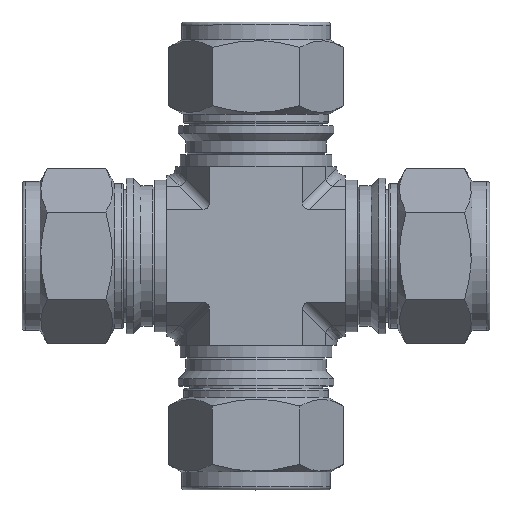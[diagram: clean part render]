
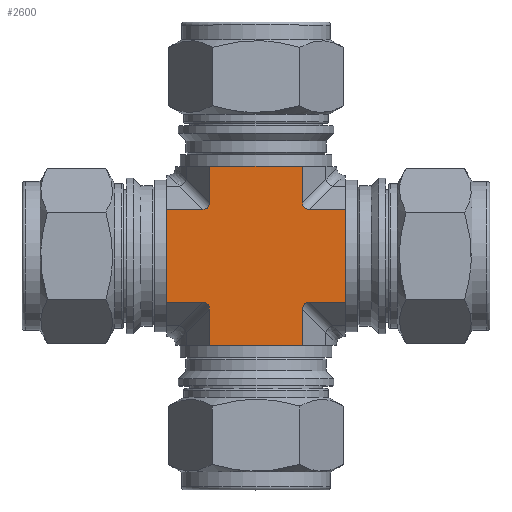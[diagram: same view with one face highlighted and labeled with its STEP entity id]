
A CAD part, top view. The second image highlights one B-rep face of the part: STEP entity #2600.
In plain terms, the highlighted planar face has unit normal (0, 0, 1).
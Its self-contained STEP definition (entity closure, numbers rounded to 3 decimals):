
#22=ELLIPSE('',#2856,1.678,1.3);
#23=ELLIPSE('',#2862,1.678,1.3);
#30=ELLIPSE('',#2880,1.678,1.3);
#31=ELLIPSE('',#2886,1.678,1.3);
#452=FACE_OUTER_BOUND('',#646,.T.);
#646=EDGE_LOOP('',(#2305,#2306,#2307,#2308,#2309,#2310,#2311,#2312,#2313,
#2314,#2315,#2316,#2317,#2318,#2319,#2320));
#757=LINE('',#4405,#925);
#769=LINE('',#4476,#937);
#777=LINE('',#4533,#945);
#789=LINE('',#4604,#957);
#795=LINE('',#4633,#963);
#797=LINE('',#4638,#965);
#803=LINE('',#4656,#971);
#811=LINE('',#4671,#979);
#815=LINE('',#4681,#983);
#818=LINE('',#4690,#986);
#822=LINE('',#4700,#990);
#823=LINE('',#4702,#991);
#925=VECTOR('',#3497,10.);
#937=VECTOR('',#3539,10.);
#945=VECTOR('',#3565,10.);
#957=VECTOR('',#3607,10.);
#963=VECTOR('',#3647,10.);
#965=VECTOR('',#3653,10.);
#971=VECTOR('',#3671,10.);
#979=VECTOR('',#3685,10.);
#983=VECTOR('',#3697,10.);
#986=VECTOR('',#3704,10.);
#990=VECTOR('',#3714,10.);
#991=VECTOR('',#3717,10.);
#1197=VERTEX_POINT('',#4395);
#1198=VERTEX_POINT('',#4397);
#1200=VERTEX_POINT('',#4403);
#1203=VERTEX_POINT('',#4415);
#1204=VERTEX_POINT('',#4416);
#1214=VERTEX_POINT('',#4475);
#1221=VERTEX_POINT('',#4523);
#1222=VERTEX_POINT('',#4525);
#1224=VERTEX_POINT('',#4531);
#1227=VERTEX_POINT('',#4543);
#1228=VERTEX_POINT('',#4544);
#1238=VERTEX_POINT('',#4603);
#1251=VERTEX_POINT('',#4655);
#1255=VERTEX_POINT('',#4669);
#1260=VERTEX_POINT('',#4687);
#1261=VERTEX_POINT('',#4689);
#1517=EDGE_CURVE('',#1197,#1198,#22,.T.);
#1521=EDGE_CURVE('',#1200,#1197,#757,.T.);
#1526=EDGE_CURVE('',#1203,#1204,#23,.T.);
#1541=EDGE_CURVE('',#1214,#1204,#769,.T.);
#1551=EDGE_CURVE('',#1221,#1222,#30,.T.);
#1555=EDGE_CURVE('',#1221,#1224,#777,.T.);
#1560=EDGE_CURVE('',#1227,#1228,#31,.T.);
#1575=EDGE_CURVE('',#1228,#1238,#789,.T.);
#1589=EDGE_CURVE('',#1238,#1224,#795,.T.);
#1592=EDGE_CURVE('',#1200,#1214,#797,.T.);
#1601=EDGE_CURVE('',#1251,#1198,#803,.T.);
#1609=EDGE_CURVE('',#1255,#1227,#811,.T.);
#1614=EDGE_CURVE('',#1255,#1251,#815,.T.);
#1618=EDGE_CURVE('',#1260,#1261,#818,.T.);
#1624=EDGE_CURVE('',#1203,#1261,#822,.T.);
#1625=EDGE_CURVE('',#1222,#1260,#823,.T.);
#2305=ORIENTED_EDGE('',*,*,#1618,.F.);
#2306=ORIENTED_EDGE('',*,*,#1625,.F.);
#2307=ORIENTED_EDGE('',*,*,#1551,.F.);
#2308=ORIENTED_EDGE('',*,*,#1555,.T.);
#2309=ORIENTED_EDGE('',*,*,#1589,.F.);
#2310=ORIENTED_EDGE('',*,*,#1575,.F.);
#2311=ORIENTED_EDGE('',*,*,#1560,.F.);
#2312=ORIENTED_EDGE('',*,*,#1609,.F.);
#2313=ORIENTED_EDGE('',*,*,#1614,.T.);
#2314=ORIENTED_EDGE('',*,*,#1601,.T.);
#2315=ORIENTED_EDGE('',*,*,#1517,.F.);
#2316=ORIENTED_EDGE('',*,*,#1521,.F.);
#2317=ORIENTED_EDGE('',*,*,#1592,.T.);
#2318=ORIENTED_EDGE('',*,*,#1541,.T.);
#2319=ORIENTED_EDGE('',*,*,#1526,.F.);
#2320=ORIENTED_EDGE('',*,*,#1624,.T.);
#2435=PLANE('',#2934);
#2600=ADVANCED_FACE('',(#452),#2435,.T.);
#2856=AXIS2_PLACEMENT_3D('',#4398,#3490,#3491);
#2862=AXIS2_PLACEMENT_3D('',#4417,#3509,#3510);
#2880=AXIS2_PLACEMENT_3D('',#4526,#3558,#3559);
#2886=AXIS2_PLACEMENT_3D('',#4545,#3577,#3578);
#2934=AXIS2_PLACEMENT_3D('',#4701,#3715,#3716);
#3490=DIRECTION('center_axis',(0.,0.,1.));
#3491=DIRECTION('ref_axis',(0.707,0.707,0.));
#3497=DIRECTION('',(0.,1.,0.));
#3509=DIRECTION('center_axis',(0.,0.,1.));
#3510=DIRECTION('ref_axis',(-0.707,0.707,0.));
#3539=DIRECTION('',(0.,1.,0.));
#3558=DIRECTION('center_axis',(0.,0.,1.));
#3559=DIRECTION('ref_axis',(-0.707,-0.707,0.));
#3565=DIRECTION('',(0.,1.,0.));
#3577=DIRECTION('center_axis',(0.,0.,1.));
#3578=DIRECTION('ref_axis',(0.707,-0.707,0.));
#3607=DIRECTION('',(0.,1.,0.));
#3647=DIRECTION('',(1.,0.,0.));
#3653=DIRECTION('',(1.,0.,0.));
#3671=DIRECTION('',(1.,0.,0.));
#3685=DIRECTION('',(1.,0.,0.));
#3697=DIRECTION('',(0.,-1.,0.));
#3704=DIRECTION('',(0.,-1.,0.));
#3714=DIRECTION('',(1.,0.,0.));
#3715=DIRECTION('center_axis',(0.,0.,1.));
#3716=DIRECTION('ref_axis',(0.,-1.,0.));
#3717=DIRECTION('',(1.,0.,0.));
#4395=CARTESIAN_POINT('',(-7.794,-8.92,13.5));
#4397=CARTESIAN_POINT('',(-8.92,-7.794,13.5));
#4398=CARTESIAN_POINT('Origin',(-9.295,-9.295,13.5));
#4403=CARTESIAN_POINT('',(-7.794,-15.,13.5));
#4405=CARTESIAN_POINT('',(-7.794,-15.,13.5));
#4415=CARTESIAN_POINT('',(8.92,-7.794,13.5));
#4416=CARTESIAN_POINT('',(7.794,-8.92,13.5));
#4417=CARTESIAN_POINT('Origin',(9.295,-9.295,13.5));
#4475=CARTESIAN_POINT('',(7.794,-15.,13.5));
#4476=CARTESIAN_POINT('',(7.794,-15.,13.5));
#4523=CARTESIAN_POINT('',(7.794,8.92,13.5));
#4525=CARTESIAN_POINT('',(8.92,7.794,13.5));
#4526=CARTESIAN_POINT('Origin',(9.295,9.295,13.5));
#4531=CARTESIAN_POINT('',(7.794,15.,13.5));
#4533=CARTESIAN_POINT('',(7.794,-15.,13.5));
#4543=CARTESIAN_POINT('',(-8.92,7.794,13.5));
#4544=CARTESIAN_POINT('',(-7.794,8.92,13.5));
#4545=CARTESIAN_POINT('Origin',(-9.295,9.295,13.5));
#4603=CARTESIAN_POINT('',(-7.794,15.,13.5));
#4604=CARTESIAN_POINT('',(-7.794,-15.,13.5));
#4633=CARTESIAN_POINT('',(-3.897,15.,13.5));
#4638=CARTESIAN_POINT('',(-7.794,-15.,13.5));
#4655=CARTESIAN_POINT('',(-15.,-7.794,13.5));
#4656=CARTESIAN_POINT('',(-15.,-7.794,13.5));
#4669=CARTESIAN_POINT('',(-15.,7.794,13.5));
#4671=CARTESIAN_POINT('',(-15.,7.794,13.5));
#4681=CARTESIAN_POINT('',(-15.,7.794,13.5));
#4687=CARTESIAN_POINT('',(15.,7.794,13.5));
#4689=CARTESIAN_POINT('',(15.,-7.794,13.5));
#4690=CARTESIAN_POINT('',(15.,3.897,13.5));
#4700=CARTESIAN_POINT('',(-15.,-7.794,13.5));
#4701=CARTESIAN_POINT('Origin',(-15.,7.794,13.5));
#4702=CARTESIAN_POINT('',(-15.,7.794,13.5));
